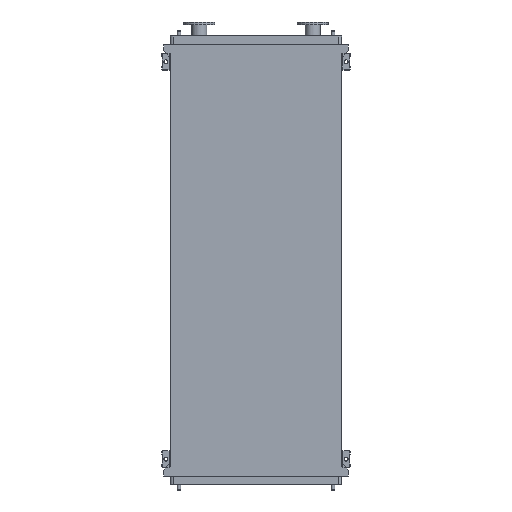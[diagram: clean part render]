
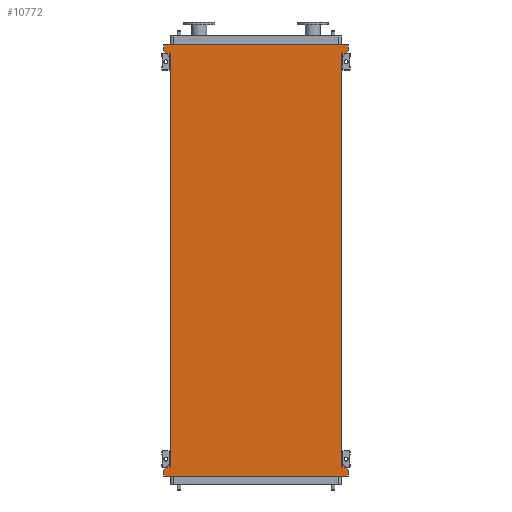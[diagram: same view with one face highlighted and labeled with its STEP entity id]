
A CAD part, front view. The second image highlights one B-rep face of the part: STEP entity #10772.
In plain terms, the highlighted planar face has unit normal (0, -1, 0).
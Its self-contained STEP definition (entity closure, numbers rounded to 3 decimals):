
#9 = CARTESIAN_POINT ( 'NONE',  ( 651., 0., -2945. ) ) ;
#15 = LINE ( 'NONE', #2920, #3531 ) ;
#263 = CARTESIAN_POINT ( 'NONE',  ( 651., 0., 53. ) ) ;
#461 = CARTESIAN_POINT ( 'NONE',  ( 605., 0., 0. ) ) ;
#495 = VECTOR ( 'NONE', #18326, 1000. ) ;
#609 = VERTEX_POINT ( 'NONE', #9 ) ;
#905 = CARTESIAN_POINT ( 'NONE',  ( -651., 0., -2903. ) ) ;
#1119 = FACE_OUTER_BOUND ( 'NONE', #8362, .T. ) ;
#1165 = ORIENTED_EDGE ( 'NONE', *, *, #3856, .F. ) ;
#1225 = CARTESIAN_POINT ( 'NONE',  ( -605., 0., -2850. ) ) ;
#1353 = DIRECTION ( 'NONE',  ( 0., 0., -1. ) ) ;
#1427 = LINE ( 'NONE', #12772, #4939 ) ;
#1654 = ORIENTED_EDGE ( 'NONE', *, *, #8946, .F. ) ;
#2019 = VERTEX_POINT ( 'NONE', #7883 ) ;
#2143 = VECTOR ( 'NONE', #17664, 1000. ) ;
#2358 = LINE ( 'NONE', #905, #4958 ) ;
#2585 = LINE ( 'NONE', #13044, #11862 ) ;
#2780 = CARTESIAN_POINT ( 'NONE',  ( -651., 0., 53. ) ) ;
#2812 = ORIENTED_EDGE ( 'NONE', *, *, #8475, .F. ) ;
#2817 = CARTESIAN_POINT ( 'NONE',  ( 605., 0., -2850. ) ) ;
#2826 = VERTEX_POINT ( 'NONE', #10928 ) ;
#2832 = VECTOR ( 'NONE', #12558, 1000. ) ;
#2920 = CARTESIAN_POINT ( 'NONE',  ( -651., 0., 95. ) ) ;
#3174 = DIRECTION ( 'NONE',  ( 0., 0., -1. ) ) ;
#3268 = CARTESIAN_POINT ( 'NONE',  ( 651., 0., 95. ) ) ;
#3531 = VECTOR ( 'NONE', #4438, 1000. ) ;
#3856 = EDGE_CURVE ( 'NONE', #16304, #18604, #15, .T. ) ;
#4253 = LINE ( 'NONE', #13778, #8656 ) ;
#4438 = DIRECTION ( 'NONE',  ( 1., 0., 0. ) ) ;
#4618 = ORIENTED_EDGE ( 'NONE', *, *, #8591, .F. ) ;
#4716 = DIRECTION ( 'NONE',  ( 0., 0., 1. ) ) ;
#4939 = VECTOR ( 'NONE', #14180, 1000. ) ;
#4958 = VECTOR ( 'NONE', #16878, 1000. ) ;
#4977 = LINE ( 'NONE', #2817, #16052 ) ;
#5055 = DIRECTION ( 'NONE',  ( 0., 0., 1. ) ) ;
#5629 = VERTEX_POINT ( 'NONE', #13858 ) ;
#5691 = LINE ( 'NONE', #3268, #12989 ) ;
#6137 = LINE ( 'NONE', #263, #2143 ) ;
#6148 = EDGE_CURVE ( 'NONE', #15508, #13470, #13347, .T. ) ;
#6513 = ORIENTED_EDGE ( 'NONE', *, *, #8336, .F. ) ;
#7032 = CARTESIAN_POINT ( 'NONE',  ( -651., 0., 95. ) ) ;
#7276 = LINE ( 'NONE', #14908, #14912 ) ;
#7883 = CARTESIAN_POINT ( 'NONE',  ( -651., 0., -2903. ) ) ;
#8032 = CARTESIAN_POINT ( 'NONE',  ( 651., 0., 53. ) ) ;
#8111 = EDGE_CURVE ( 'NONE', #5629, #9732, #4977, .T. ) ;
#8263 = CARTESIAN_POINT ( 'NONE',  ( -605., 0., -2850. ) ) ;
#8336 = EDGE_CURVE ( 'NONE', #12517, #9732, #6137, .T. ) ;
#8362 = EDGE_LOOP ( 'NONE', ( #9141, #6513, #9186, #1165, #2812, #4618, #8574, #15739, #18422, #9332, #1654, #17832 ) ) ;
#8364 = EDGE_CURVE ( 'NONE', #18604, #12517, #5691, .T. ) ;
#8475 = EDGE_CURVE ( 'NONE', #16654, #16304, #4253, .T. ) ;
#8574 = ORIENTED_EDGE ( 'NONE', *, *, #6148, .F. ) ;
#8591 = EDGE_CURVE ( 'NONE', #13470, #16654, #14503, .T. ) ;
#8656 = VECTOR ( 'NONE', #5055, 1000. ) ;
#8702 = EDGE_CURVE ( 'NONE', #2019, #15508, #2358, .T. ) ;
#8726 = EDGE_CURVE ( 'NONE', #14909, #2019, #12319, .T. ) ;
#8832 = EDGE_CURVE ( 'NONE', #609, #14909, #2585, .T. ) ;
#8946 = EDGE_CURVE ( 'NONE', #2826, #609, #7276, .T. ) ;
#9087 = EDGE_CURVE ( 'NONE', #5629, #2826, #1427, .T. ) ;
#9141 = ORIENTED_EDGE ( 'NONE', *, *, #8111, .T. ) ;
#9186 = ORIENTED_EDGE ( 'NONE', *, *, #8364, .F. ) ;
#9262 = AXIS2_PLACEMENT_3D ( 'NONE', #1225, #10223, #1353 ) ;
#9332 = ORIENTED_EDGE ( 'NONE', *, *, #8832, .F. ) ;
#9607 = CARTESIAN_POINT ( 'NONE',  ( 651., 0., 95. ) ) ;
#9619 = CARTESIAN_POINT ( 'NONE',  ( -605., 0., 0. ) ) ;
#9732 = VERTEX_POINT ( 'NONE', #461 ) ;
#10097 = PLANE ( 'NONE',  #9262 ) ;
#10223 = DIRECTION ( 'NONE',  ( 0., -1., 0. ) ) ;
#10693 = DIRECTION ( 'NONE',  ( 0., 0., -1. ) ) ;
#10772 = ADVANCED_FACE ( 'NONE', ( #1119 ), #10097, .T. ) ;
#10928 = CARTESIAN_POINT ( 'NONE',  ( 651., 0., -2903. ) ) ;
#11862 = VECTOR ( 'NONE', #15861, 1000. ) ;
#12319 = LINE ( 'NONE', #16940, #495 ) ;
#12517 = VERTEX_POINT ( 'NONE', #8032 ) ;
#12558 = DIRECTION ( 'NONE',  ( -0.655, 0., 0.755 ) ) ;
#12772 = CARTESIAN_POINT ( 'NONE',  ( 605., 0., -2850. ) ) ;
#12989 = VECTOR ( 'NONE', #10693, 1000. ) ;
#13044 = CARTESIAN_POINT ( 'NONE',  ( 651., 0., -2945. ) ) ;
#13178 = DIRECTION ( 'NONE',  ( 0., 0., 1. ) ) ;
#13347 = LINE ( 'NONE', #16219, #16635 ) ;
#13470 = VERTEX_POINT ( 'NONE', #14257 ) ;
#13778 = CARTESIAN_POINT ( 'NONE',  ( -651., 0., 53. ) ) ;
#13858 = CARTESIAN_POINT ( 'NONE',  ( 605., 0., -2850. ) ) ;
#14180 = DIRECTION ( 'NONE',  ( 0.655, 0., -0.755 ) ) ;
#14257 = CARTESIAN_POINT ( 'NONE',  ( -605., 0., 0. ) ) ;
#14503 = LINE ( 'NONE', #9619, #2832 ) ;
#14908 = CARTESIAN_POINT ( 'NONE',  ( 651., 0., -2903. ) ) ;
#14909 = VERTEX_POINT ( 'NONE', #16616 ) ;
#14912 = VECTOR ( 'NONE', #3174, 1000. ) ;
#15508 = VERTEX_POINT ( 'NONE', #8263 ) ;
#15739 = ORIENTED_EDGE ( 'NONE', *, *, #8702, .F. ) ;
#15861 = DIRECTION ( 'NONE',  ( -1., 0., 0. ) ) ;
#16052 = VECTOR ( 'NONE', #13178, 1000. ) ;
#16219 = CARTESIAN_POINT ( 'NONE',  ( -605., 0., -2850. ) ) ;
#16304 = VERTEX_POINT ( 'NONE', #7032 ) ;
#16616 = CARTESIAN_POINT ( 'NONE',  ( -651., 0., -2945. ) ) ;
#16635 = VECTOR ( 'NONE', #4716, 1000. ) ;
#16654 = VERTEX_POINT ( 'NONE', #2780 ) ;
#16878 = DIRECTION ( 'NONE',  ( 0.655, 0., 0.755 ) ) ;
#16940 = CARTESIAN_POINT ( 'NONE',  ( -651., 0., -2945. ) ) ;
#17664 = DIRECTION ( 'NONE',  ( -0.655, 0., -0.755 ) ) ;
#17832 = ORIENTED_EDGE ( 'NONE', *, *, #9087, .F. ) ;
#18326 = DIRECTION ( 'NONE',  ( 0., 0., 1. ) ) ;
#18422 = ORIENTED_EDGE ( 'NONE', *, *, #8726, .F. ) ;
#18604 = VERTEX_POINT ( 'NONE', #9607 ) ;
